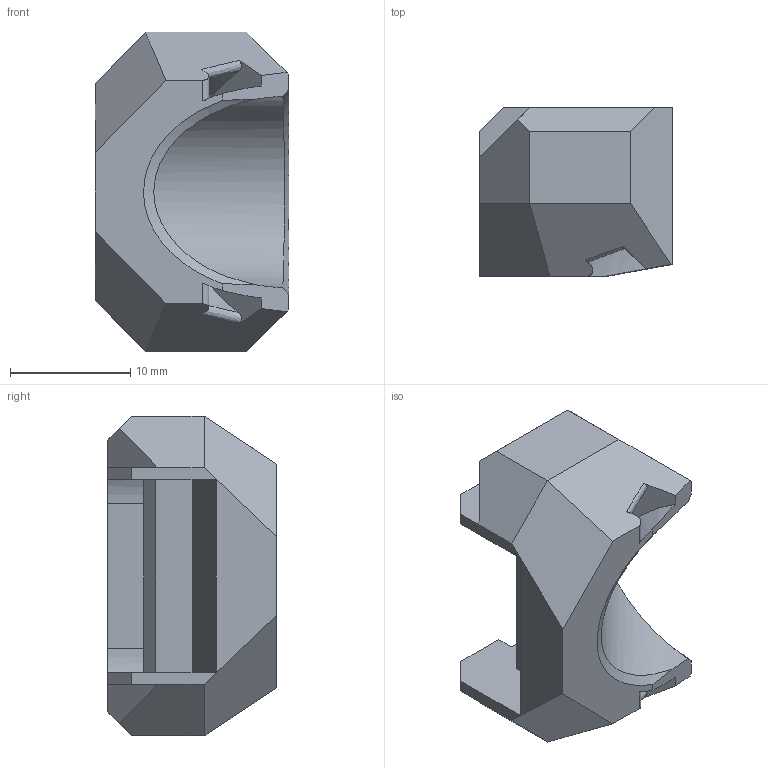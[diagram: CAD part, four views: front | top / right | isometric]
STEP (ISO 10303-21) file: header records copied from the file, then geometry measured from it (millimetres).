
FILE_DESCRIPTION(/* description */ (''),/* implementation_level */ '2;1');
FILE_NAME(/* name */ 'Lidar_mount v6.step',/* time_stamp */ '2022-10-05T09:44:59+02:00',/* author */ (''),/* organization */ (''),/* preprocessor_version */ 'ST-DEVELOPER v19',/* originating_system */ 'Autodesk Translation Framework v11.7.0.108',/* authorisation */ '');
FILE_SCHEMA (('AUTOMOTIVE_DESIGN { 1 0 10303 214 3 1 1 }','AP242_MANAGED_MODEL_BASED_3D_ENGINEERING_MIM_LF { 1 0 10303 442 3 1 4 }'));
Length unit declared in the file: millimetre
Products named in the file (1): Lidar_mount
Bounding box: 16.1 x 14 x 26.6 mm (x, y, z)
Volume: 3070.9 mm3; surface area: 2038 mm2
Topology: 1 solids, 1 shells, 55 faces, 162 edges, 107 vertices
Faces by surface type: plane 42, cylinder 9, bspline 4
Full cylindrical faces by diameter (mm): 2 x2
Entity records: 2254 total; most frequent: CARTESIAN_POINT 762, ORIENTED_EDGE 324, DIRECTION 280, EDGE_CURVE 162, LINE 120, VECTOR 120, VERTEX_POINT 107, AXIS2_PLACEMENT_3D 80
